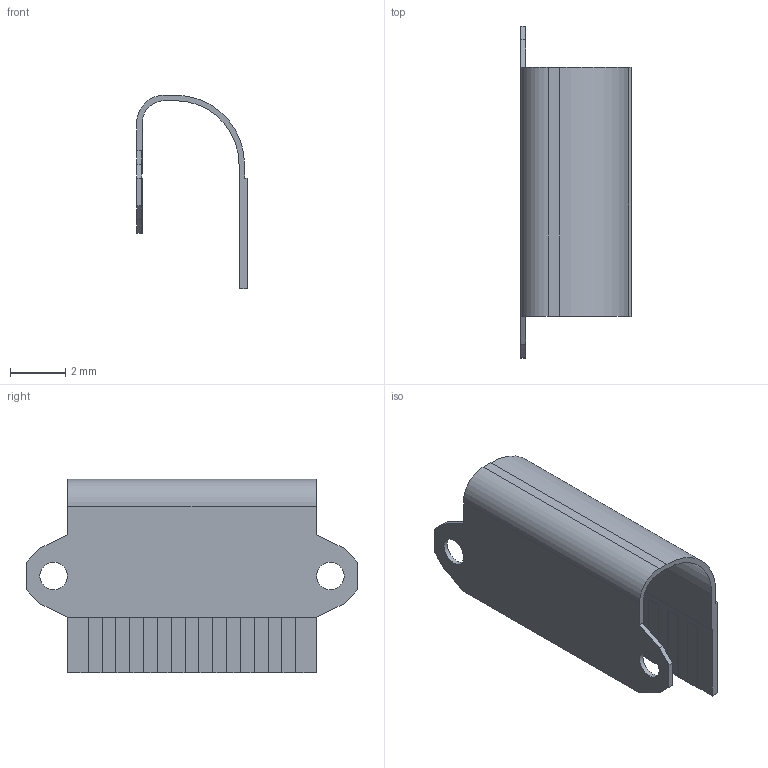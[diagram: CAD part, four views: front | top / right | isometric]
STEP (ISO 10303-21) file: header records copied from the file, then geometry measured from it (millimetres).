
FILE_DESCRIPTION(('FreeCAD Model'),'2;1');
FILE_NAME( 'InterfaceFFC.step', '2019-05-05T14:22:08',('Author'),(''), 'Open CASCADE STEP processor 7.2','FreeCAD','Unknown');
FILE_SCHEMA(('AUTOMOTIVE_DESIGN { 1 0 10303 214 1 1 1 1 }'));
Length unit declared in the file: millimetre
Products named in the file (1): Pad001
Bounding box: 4 x 12 x 7 mm (x, y, z)
Volume: 29.1 mm3; surface area: 278.9 mm2
Topology: 1 solids, 1 shells, 97 faces, 287 edges, 192 vertices
Faces by surface type: plane 91, cylinder 6
Full cylindrical faces by diameter (mm): 1 x2
Entity records: 6963 total; most frequent: CARTESIAN_POINT 1177, DIRECTION 1067, LINE 827, VECTOR 827, ORIENTED_EDGE 574, PCURVE 574, DEFINITIONAL_REPRESENTATION 574, EDGE_CURVE 287
